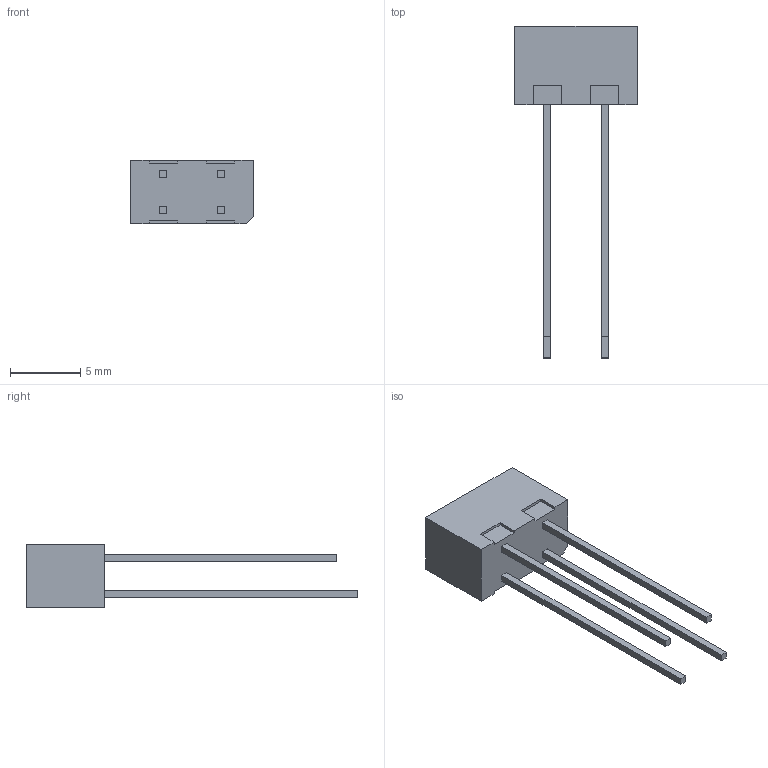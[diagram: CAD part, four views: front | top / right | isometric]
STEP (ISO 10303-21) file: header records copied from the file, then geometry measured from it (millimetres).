
FILE_DESCRIPTION (( 'STEP AP214' ), '1' );
FILE_NAME ('LBR-127HLD.STEP', '2021-11-17T06:42:08', ( '' ), ( '' ), 'SwSTEP 2.0', 'SolidWorks 2018', '' );
FILE_SCHEMA (( 'AUTOMOTIVE_DESIGN' ));
Length unit declared in the file: millimetre
Products named in the file (2): LBR-127HLD
Bounding box: 8.7 x 23.6 x 4.5 mm (x, y, z)
Volume: 170.8 mm3; surface area: 599.7 mm2
Topology: 7 solids, 7 shells, 87 faces, 207 edges, 136 vertices
Faces by surface type: plane 79, sphere 4, cylinder 4
Entity records: 3249 total; most frequent: CARTESIAN_POINT 420, ORIENTED_EDGE 398, DIRECTION 389, EDGE_CURVE 199, VECTOR 187, LINE 187, VERTEX_POINT 132, AXIS2_PLACEMENT_3D 101
